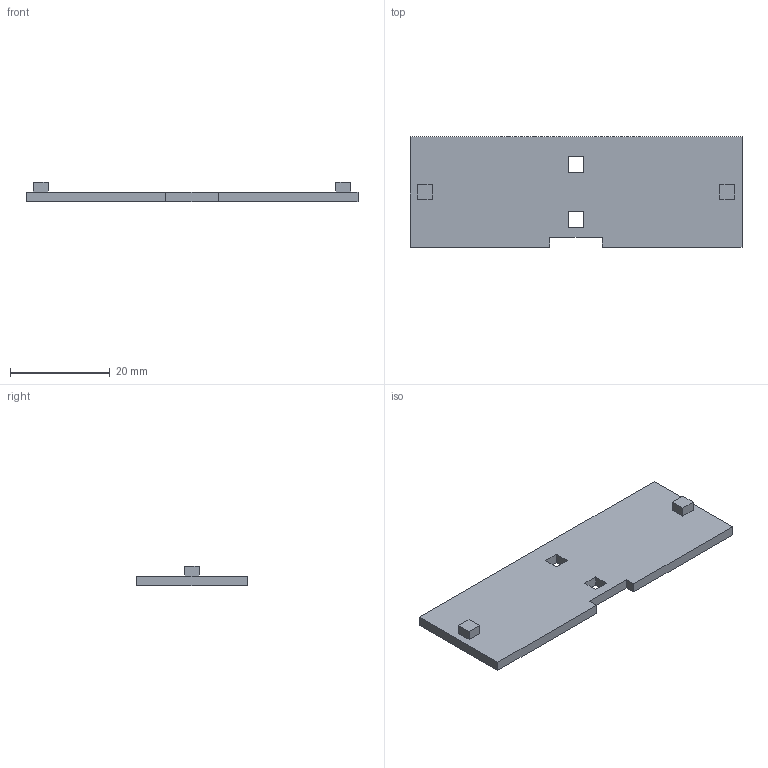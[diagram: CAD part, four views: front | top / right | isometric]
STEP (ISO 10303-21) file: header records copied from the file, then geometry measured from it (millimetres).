
FILE_DESCRIPTION(/* description */ (''),/* implementation_level */ '2;1');
FILE_NAME(/* name */ 'Krusty Crab Part v10.step',/* time_stamp */ '2023-11-10T03:35:27-08:00',/* author */ (''),/* organization */ (''),/* preprocessor_version */ 'ST-DEVELOPER v20',/* originating_system */ 'Autodesk Translation Framework v12.14.0.127',/* authorisation */ '');
FILE_SCHEMA (('AUTOMOTIVE_DESIGN { 1 0 10303 214 3 1 1 }'));
Length unit declared in the file: millimetre
Products named in the file (1): Krusty Crab Part
Bounding box: 66.5 x 22.2 x 4 mm (x, y, z)
Volume: 2907 mm3; surface area: 3331.8 mm2
Topology: 1 solids, 1 shells, 28 faces, 72 edges, 48 vertices
Faces by surface type: plane 28
Entity records: 884 total; most frequent: CARTESIAN_POINT 149, ORIENTED_EDGE 144, DIRECTION 130, LINE 72, VECTOR 72, EDGE_CURVE 72, VERTEX_POINT 48, EDGE_LOOP 34
